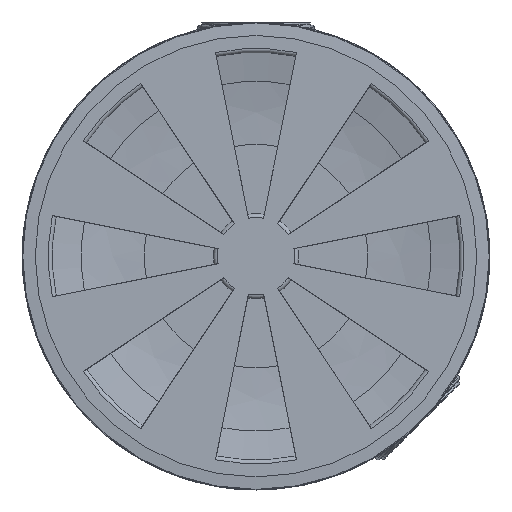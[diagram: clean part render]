
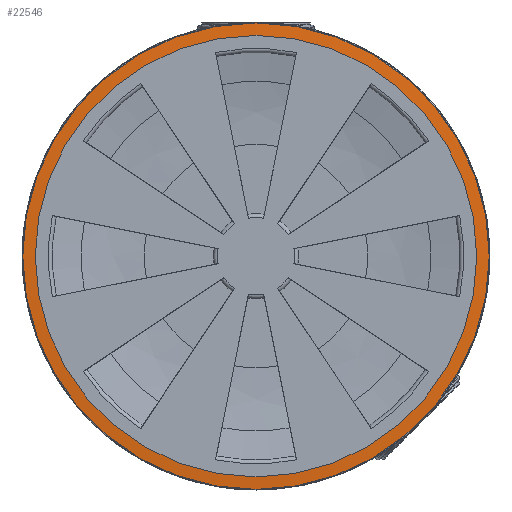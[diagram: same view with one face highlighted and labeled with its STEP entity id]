
A CAD part, front view. The second image highlights one B-rep face of the part: STEP entity #22546.
In plain terms, the highlighted conical face has half-angle 86 degrees and reference radius 353.465 mm.
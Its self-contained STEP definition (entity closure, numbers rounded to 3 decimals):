
#2521=CONICAL_SURFACE('',#24947,353.465,1.501);
#2970=LINE('',#54800,#3464);
#3464=VECTOR('',#29761,353.465);
#4884=FACE_OUTER_BOUND('',#6459,.T.);
#6459=EDGE_LOOP('',(#19270,#19271,#19272,#19273,#19274,#19275));
#8148=CIRCLE('',#24948,364.57);
#8149=CIRCLE('',#24949,342.36);
#8150=CIRCLE('',#24950,342.36);
#8151=CIRCLE('',#24951,364.57);
#10210=VERTEX_POINT('',#54796);
#10211=VERTEX_POINT('',#54797);
#10212=VERTEX_POINT('',#54799);
#10213=VERTEX_POINT('',#54801);
#13337=EDGE_CURVE('',#10210,#10211,#8148,.T.);
#13338=EDGE_CURVE('',#10210,#10212,#2970,.T.);
#13339=EDGE_CURVE('',#10212,#10213,#8149,.T.);
#13340=EDGE_CURVE('',#10213,#10212,#8150,.T.);
#13341=EDGE_CURVE('',#10211,#10210,#8151,.T.);
#19270=ORIENTED_EDGE('',*,*,#13337,.F.);
#19271=ORIENTED_EDGE('',*,*,#13338,.T.);
#19272=ORIENTED_EDGE('',*,*,#13339,.T.);
#19273=ORIENTED_EDGE('',*,*,#13340,.T.);
#19274=ORIENTED_EDGE('',*,*,#13338,.F.);
#19275=ORIENTED_EDGE('',*,*,#13341,.F.);
#22546=ADVANCED_FACE('',(#4884),#2521,.T.);
#24947=AXIS2_PLACEMENT_3D('',#54795,#29757,#29758);
#24948=AXIS2_PLACEMENT_3D('',#54798,#29759,#29760);
#24949=AXIS2_PLACEMENT_3D('',#54802,#29762,#29763);
#24950=AXIS2_PLACEMENT_3D('',#54803,#29764,#29765);
#24951=AXIS2_PLACEMENT_3D('',#54804,#29766,#29767);
#29757=DIRECTION('center_axis',(0.,1.,0.));
#29758=DIRECTION('ref_axis',(-1.,0.,0.));
#29759=DIRECTION('center_axis',(0.,1.,0.));
#29760=DIRECTION('ref_axis',(1.,0.,0.));
#29761=DIRECTION('',(-0.998,-0.07,0.));
#29762=DIRECTION('center_axis',(0.,1.,0.));
#29763=DIRECTION('ref_axis',(1.,0.,0.));
#29764=DIRECTION('center_axis',(0.,1.,0.));
#29765=DIRECTION('ref_axis',(1.,0.,0.));
#29766=DIRECTION('center_axis',(0.,1.,0.));
#29767=DIRECTION('ref_axis',(1.,0.,0.));
#54795=CARTESIAN_POINT('Origin',(0.,23.158,
0.));
#54796=CARTESIAN_POINT('',(364.57,23.935,0.));
#54797=CARTESIAN_POINT('',(0.,23.935,-364.57));
#54798=CARTESIAN_POINT('Origin',(0.,23.935,
0.));
#54799=CARTESIAN_POINT('',(342.36,22.382,0.));
#54800=CARTESIAN_POINT('',(353.465,23.158,0.));
#54801=CARTESIAN_POINT('',(0.,22.382,-342.36));
#54802=CARTESIAN_POINT('Origin',(0.,22.382,
0.));
#54803=CARTESIAN_POINT('Origin',(0.,22.382,
0.));
#54804=CARTESIAN_POINT('Origin',(0.,23.935,
0.));
